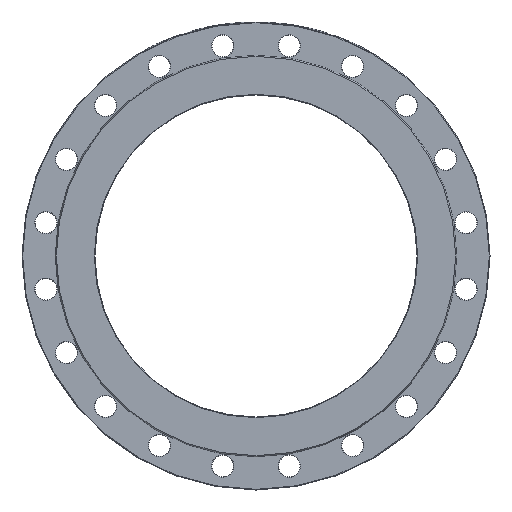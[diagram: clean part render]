
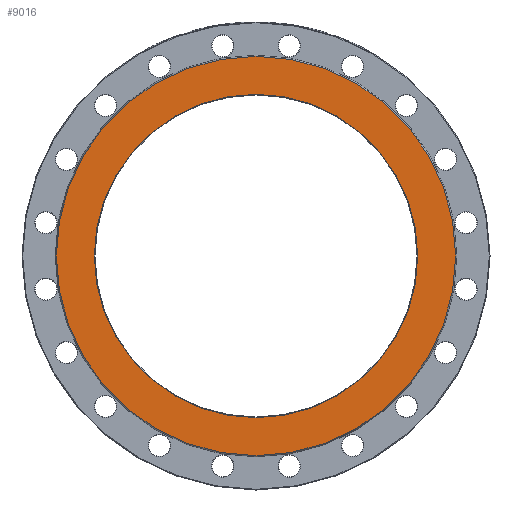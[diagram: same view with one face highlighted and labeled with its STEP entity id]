
A CAD part, left-side view. The second image highlights one B-rep face of the part: STEP entity #9016.
In plain terms, the highlighted planar face has unit normal (-1, 0, 0).
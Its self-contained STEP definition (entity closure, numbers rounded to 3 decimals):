
#260 = CIRCLE ( 'NONE', #7053, 247. ) ;
#509 = EDGE_CURVE ( 'NONE', #9503, #9503, #13171, .T. ) ;
#1538 = AXIS2_PLACEMENT_3D ( 'NONE', #7898, #9825, #11905 ) ;
#1647 = EDGE_LOOP ( 'NONE', ( #11853 ) ) ;
#2293 = DIRECTION ( 'NONE',  ( 0., 0., 1. ) ) ;
#4770 = FACE_BOUND ( 'NONE', #1647, .T. ) ;
#6345 = CARTESIAN_POINT ( 'NONE',  ( 0., 0., 0. ) ) ;
#7053 = AXIS2_PLACEMENT_3D ( 'NONE', #8594, #12666, #12799 ) ;
#7651 = CARTESIAN_POINT ( 'NONE',  ( 0., 0., 305. ) ) ;
#7898 = CARTESIAN_POINT ( 'NONE',  ( 0., 246., 0. ) ) ;
#8233 = EDGE_LOOP ( 'NONE', ( #11507 ) ) ;
#8594 = CARTESIAN_POINT ( 'NONE',  ( 0., 0., 0. ) ) ;
#8861 = EDGE_CURVE ( 'NONE', #11782, #11782, #260, .T. ) ;
#9016 = ADVANCED_FACE ( 'NONE', ( #4770, #11969 ), #9887, .F. ) ;
#9503 = VERTEX_POINT ( 'NONE', #7651 ) ;
#9825 = DIRECTION ( 'NONE',  ( 1., 0., 0. ) ) ;
#9887 = PLANE ( 'NONE',  #1538 ) ;
#10410 = DIRECTION ( 'NONE',  ( -1., 0., 0. ) ) ;
#11507 = ORIENTED_EDGE ( 'NONE', *, *, #509, .T. ) ;
#11782 = VERTEX_POINT ( 'NONE', #12845 ) ;
#11853 = ORIENTED_EDGE ( 'NONE', *, *, #8861, .T. ) ;
#11905 = DIRECTION ( 'NONE',  ( 0., 0., -1. ) ) ;
#11969 = FACE_OUTER_BOUND ( 'NONE', #8233, .T. ) ;
#12543 = AXIS2_PLACEMENT_3D ( 'NONE', #6345, #10410, #2293 ) ;
#12666 = DIRECTION ( 'NONE',  ( 1., 0., 0. ) ) ;
#12799 = DIRECTION ( 'NONE',  ( 0., 0., -1. ) ) ;
#12845 = CARTESIAN_POINT ( 'NONE',  ( 0., 0., -247. ) ) ;
#13171 = CIRCLE ( 'NONE', #12543, 305. ) ;
